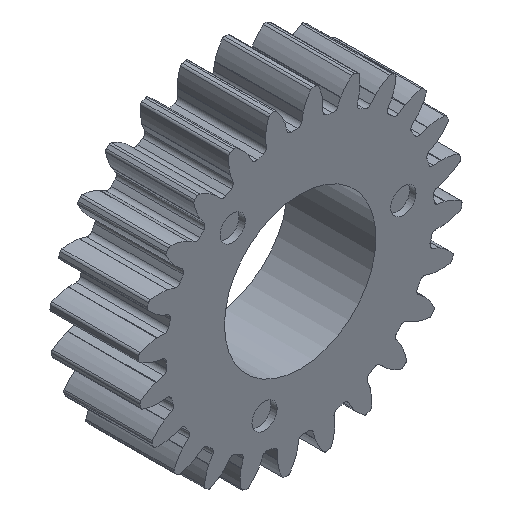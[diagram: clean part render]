
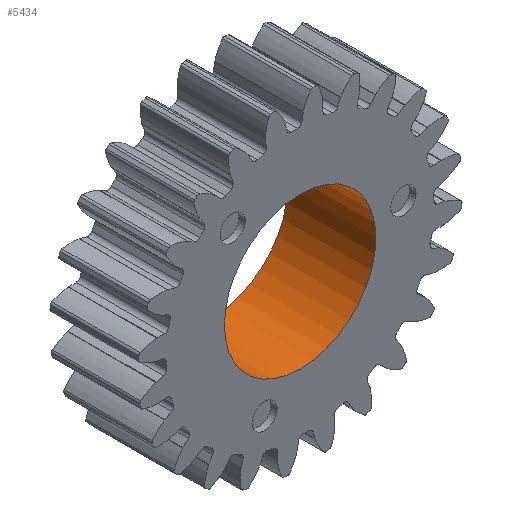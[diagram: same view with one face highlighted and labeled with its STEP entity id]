
A CAD part, isometric view. The second image highlights one B-rep face of the part: STEP entity #5434.
In plain terms, the highlighted cylindrical face has radius 6 mm (diameter 12 mm), a full revolution.
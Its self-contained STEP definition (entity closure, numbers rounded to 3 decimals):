
#959=FACE_BOUND('',#1272,.T.);
#971=FACE_OUTER_BOUND('',#1271,.T.);
#1271=EDGE_LOOP('',(#3473));
#1272=EDGE_LOOP('',(#3474));
#1574=CIRCLE('',#5740,6.);
#1575=CIRCLE('',#5741,6.);
#2014=VERTEX_POINT('',#8392);
#2015=VERTEX_POINT('',#8394);
#2598=EDGE_CURVE('',#2014,#2014,#1574,.T.);
#2599=EDGE_CURVE('',#2015,#2015,#1575,.T.);
#3473=ORIENTED_EDGE('',*,*,#2598,.F.);
#3474=ORIENTED_EDGE('',*,*,#2599,.F.);
#5211=CYLINDRICAL_SURFACE('',#5739,6.);
#5434=ADVANCED_FACE('',(#971,#959),#5211,.F.);
#5739=AXIS2_PLACEMENT_3D('',#8391,#6490,#6491);
#5740=AXIS2_PLACEMENT_3D('',#8393,#6492,#6493);
#5741=AXIS2_PLACEMENT_3D('',#8395,#6494,#6495);
#6490=DIRECTION('center_axis',(0.,-1.,0.));
#6491=DIRECTION('ref_axis',(1.,0.,0.));
#6492=DIRECTION('center_axis',(0.,1.,0.));
#6493=DIRECTION('ref_axis',(1.,0.,0.));
#6494=DIRECTION('center_axis',(0.,-1.,0.));
#6495=DIRECTION('ref_axis',(1.,0.,0.));
#8391=CARTESIAN_POINT('Origin',(0.,0.,0.));
#8392=CARTESIAN_POINT('',(-6.,-7.,0.));
#8393=CARTESIAN_POINT('Origin',(0.,-7.,0.));
#8394=CARTESIAN_POINT('',(-6.,0.,0.));
#8395=CARTESIAN_POINT('Origin',(0.,0.,0.));
